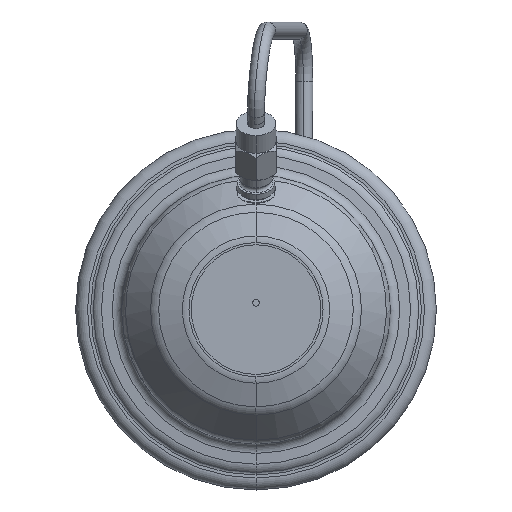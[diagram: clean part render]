
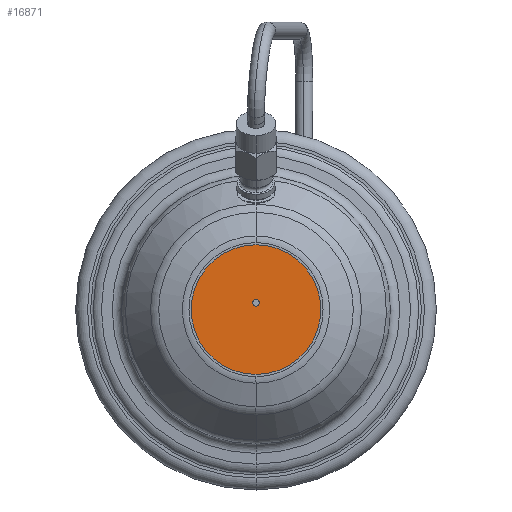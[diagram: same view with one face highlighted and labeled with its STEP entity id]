
A CAD part, front view. The second image highlights one B-rep face of the part: STEP entity #16871.
In plain terms, the highlighted planar face has unit normal (0, -1, 0).
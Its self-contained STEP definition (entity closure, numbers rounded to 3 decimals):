
#19=CARTESIAN_POINT('',(0.,-96.982,0.));
#20=DIRECTION('',(0.,-1.,0.));
#21=DIRECTION('',(-1.,0.,0.));
#22=AXIS2_PLACEMENT_3D('',#19,#20,#21);
#24=CARTESIAN_POINT('',(0.,-96.982,0.));
#25=DIRECTION('',(0.,-1.,0.));
#26=DIRECTION('',(1.,0.,0.));
#27=AXIS2_PLACEMENT_3D('',#24,#25,#26);
#29=CARTESIAN_POINT('',(0.,-96.982,2.));
#30=DIRECTION('',(0.,1.,0.));
#31=DIRECTION('',(-1.,0.,0.));
#32=AXIS2_PLACEMENT_3D('',#29,#30,#31);
#34=CARTESIAN_POINT('',(0.,-96.982,2.));
#35=DIRECTION('',(0.,1.,0.));
#36=DIRECTION('',(1.,0.,0.));
#37=AXIS2_PLACEMENT_3D('',#34,#35,#36);
#16018=CARTESIAN_POINT('',(-19.05,-96.982,0.));
#16019=CARTESIAN_POINT('',(19.05,-96.982,0.));
#16020=VERTEX_POINT('',#16018);
#16021=VERTEX_POINT('',#16019);
#16022=CARTESIAN_POINT('',(-1.,-96.982,2.));
#16023=CARTESIAN_POINT('',(1.,-96.982,2.));
#16024=VERTEX_POINT('',#16022);
#16025=VERTEX_POINT('',#16023);
#16856=CARTESIAN_POINT('',(0.,-96.982,0.));
#16857=DIRECTION('',(0.,-1.,0.));
#16858=DIRECTION('',(-1.,0.,0.));
#16859=AXIS2_PLACEMENT_3D('',#16856,#16857,#16858);
#16860=PLANE('',#16859);
#16862=ORIENTED_EDGE('',*,*,#16861,.F.);
#16864=ORIENTED_EDGE('',*,*,#16863,.F.);
#16865=EDGE_LOOP('',(#16862,#16864));
#16866=FACE_OUTER_BOUND('',#16865,.F.);
#16867=ORIENTED_EDGE('',*,*,#16825,.F.);
#16868=ORIENTED_EDGE('',*,*,#16850,.F.);
#16869=EDGE_LOOP('',(#16867,#16868));
#16870=FACE_BOUND('',#16869,.F.);
#16871=ADVANCED_FACE('',(#16866,#16870),#16860,.T.);
#23=CIRCLE('',#22,19.05);
#28=CIRCLE('',#27,19.05);
#33=CIRCLE('',#32,1.);
#38=CIRCLE('',#37,1.);
#16825=EDGE_CURVE('',#16024,#16025,#33,.T.);
#16850=EDGE_CURVE('',#16025,#16024,#38,.T.);
#16861=EDGE_CURVE('',#16020,#16021,#23,.T.);
#16863=EDGE_CURVE('',#16021,#16020,#28,.T.);
